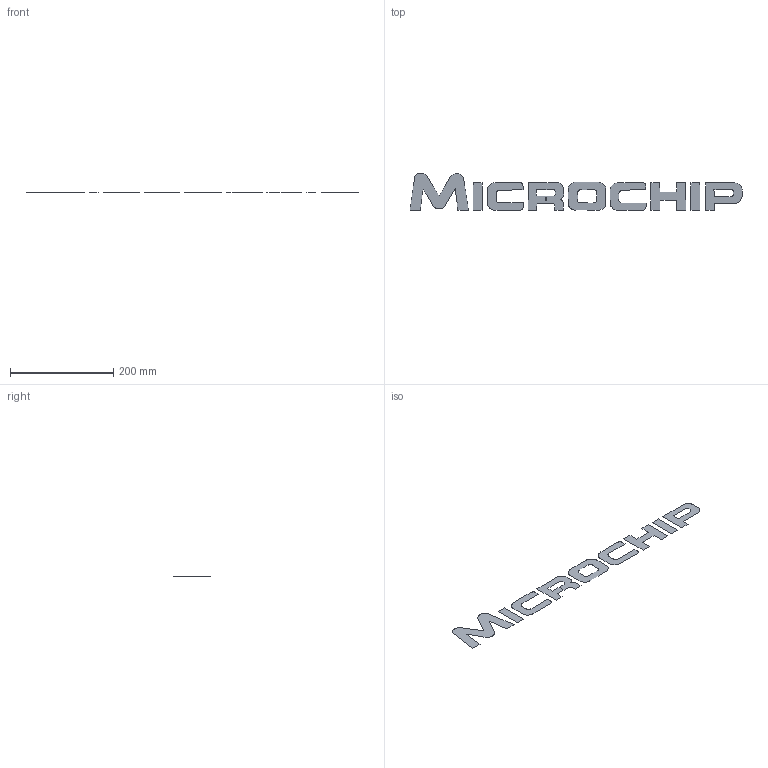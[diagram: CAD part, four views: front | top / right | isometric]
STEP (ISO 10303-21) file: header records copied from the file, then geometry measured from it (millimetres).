
FILE_DESCRIPTION(/* description */ (''),/* implementation_level */ '2;1');
FILE_NAME(/* name */ 'Microchip-text.step',/* time_stamp */ '2023-04-28T16:13:24-07:00',/* author */ (''),/* organization */ (''),/* preprocessor_version */ 'ST-DEVELOPER v19.2',/* originating_system */ 'Autodesk Translation Framework v12.4.0.73',/* authorisation */ '');
FILE_SCHEMA (('AUTOMOTIVE_DESIGN { 1 0 10303 214 3 1 1 }'));
Length unit declared in the file: millimetre
Products named in the file (1): Microchip-text
Bounding box: 642.01 x 72.1 x 0 mm (x, y, z)
Surface area: 21372.2 mm2 (no closed solid volume)
Topology: 0 solids, 9 shells, 9 faces, 129 edges, 127 vertices
Faces by surface type: plane 9
Entity records: 1207 total; most frequent: CARTESIAN_POINT 365, EDGE_CURVE 129, ORIENTED_EDGE 129, VERTEX_POINT 127, DIRECTION 116, LINE 96, VECTOR 96, B_SPLINE_CURVE_WITH_KNOTS 33
